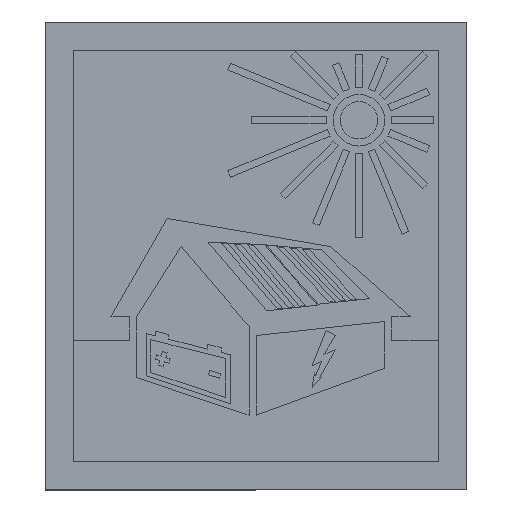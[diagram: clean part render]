
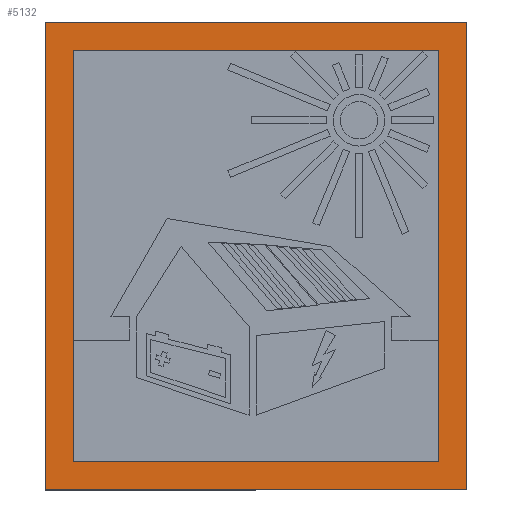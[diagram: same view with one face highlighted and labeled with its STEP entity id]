
A CAD part, top view. The second image highlights one B-rep face of the part: STEP entity #5132.
In plain terms, the highlighted planar face has unit normal (0, 0, 1).
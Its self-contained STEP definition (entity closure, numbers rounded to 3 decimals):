
#5003=AXIS2_PLACEMENT_3D('Plane Axis2P3D',#5000,#5001,#5002) ;
#43=CARTESIAN_POINT('Vertex',(0.,100.,0.055)) ;
#57=CARTESIAN_POINT('Vertex',(0.,0.,0.055)) ;
#60=CARTESIAN_POINT('Line Origine',(0.,50.,0.055)) ;
#88=CARTESIAN_POINT('Vertex',(90.,0.,0.055)) ;
#91=CARTESIAN_POINT('Line Origine',(45.,0.,0.055)) ;
#119=CARTESIAN_POINT('Vertex',(90.,100.,0.055)) ;
#122=CARTESIAN_POINT('Line Origine',(90.,50.,0.055)) ;
#144=CARTESIAN_POINT('Line Origine',(45.,100.,0.055)) ;
#5000=CARTESIAN_POINT('Axis2P3D Location',(45.,50.,0.055)) ;
#5025=CARTESIAN_POINT('Line Origine',(45.,94.,0.055)) ;
#5029=CARTESIAN_POINT('Vertex',(84.,94.,0.055)) ;
#5031=CARTESIAN_POINT('Vertex',(6.,94.,0.055)) ;
#5057=CARTESIAN_POINT('Line Origine',(84.,50.,0.055)) ;
#5061=CARTESIAN_POINT('Vertex',(84.,6.,0.055)) ;
#5082=CARTESIAN_POINT('Line Origine',(45.,6.,0.055)) ;
#5086=CARTESIAN_POINT('Vertex',(6.,6.,0.055)) ;
#5107=CARTESIAN_POINT('Line Origine',(6.,50.,0.055)) ;
#61=DIRECTION('Vector Direction',(0.,-1.,0.)) ;
#92=DIRECTION('Vector Direction',(-1.,0.,0.)) ;
#123=DIRECTION('Vector Direction',(0.,1.,0.)) ;
#145=DIRECTION('Vector Direction',(1.,0.,0.)) ;
#5001=DIRECTION('Axis2P3D Direction',(0.,0.,1.)) ;
#5002=DIRECTION('Axis2P3D XDirection',(1.,0.,0.)) ;
#5026=DIRECTION('Vector Direction',(1.,0.,0.)) ;
#5058=DIRECTION('Vector Direction',(0.,1.,0.)) ;
#5083=DIRECTION('Vector Direction',(-1.,0.,0.)) ;
#5108=DIRECTION('Vector Direction',(0.,-1.,0.)) ;
#62=VECTOR('Line Direction',#61,1.) ;
#93=VECTOR('Line Direction',#92,1.) ;
#124=VECTOR('Line Direction',#123,1.) ;
#146=VECTOR('Line Direction',#145,1.) ;
#5027=VECTOR('Line Direction',#5026,1.) ;
#5059=VECTOR('Line Direction',#5058,1.) ;
#5084=VECTOR('Line Direction',#5083,1.) ;
#5109=VECTOR('Line Direction',#5108,1.) ;
#5121=ORIENTED_EDGE('',*,*,#64,.T.) ;
#5122=ORIENTED_EDGE('',*,*,#95,.T.) ;
#5123=ORIENTED_EDGE('',*,*,#126,.T.) ;
#5124=ORIENTED_EDGE('',*,*,#148,.T.) ;
#5127=ORIENTED_EDGE('',*,*,#5033,.F.) ;
#5128=ORIENTED_EDGE('',*,*,#5063,.F.) ;
#5129=ORIENTED_EDGE('',*,*,#5088,.F.) ;
#5130=ORIENTED_EDGE('',*,*,#5111,.F.) ;
#5131=FACE_BOUND('',#5126,.T.) ;
#5132=ADVANCED_FACE('S3D positioniert',(#5125,#5131),#5004,.T.) ;
#64=EDGE_CURVE('',#44,#58,#63,.T.) ;
#95=EDGE_CURVE('',#58,#89,#94,.F.) ;
#126=EDGE_CURVE('',#89,#120,#125,.T.) ;
#148=EDGE_CURVE('',#120,#44,#147,.F.) ;
#5033=EDGE_CURVE('',#5030,#5032,#5028,.F.) ;
#5063=EDGE_CURVE('',#5062,#5030,#5060,.T.) ;
#5088=EDGE_CURVE('',#5087,#5062,#5085,.F.) ;
#5111=EDGE_CURVE('',#5032,#5087,#5110,.T.) ;
#5120=EDGE_LOOP('',(#5121,#5122,#5123,#5124)) ;
#5126=EDGE_LOOP('',(#5127,#5128,#5129,#5130)) ;
#5125=FACE_OUTER_BOUND('',#5120,.T.) ;
#63=LINE('Line',#60,#62) ;
#94=LINE('Line',#91,#93) ;
#125=LINE('Line',#122,#124) ;
#147=LINE('Line',#144,#146) ;
#5028=LINE('Line',#5025,#5027) ;
#5060=LINE('Line',#5057,#5059) ;
#5085=LINE('Line',#5082,#5084) ;
#5110=LINE('Line',#5107,#5109) ;
#5004=PLANE('',#5003) ;
#44=VERTEX_POINT('',#43) ;
#58=VERTEX_POINT('',#57) ;
#89=VERTEX_POINT('',#88) ;
#120=VERTEX_POINT('',#119) ;
#5030=VERTEX_POINT('',#5029) ;
#5032=VERTEX_POINT('',#5031) ;
#5062=VERTEX_POINT('',#5061) ;
#5087=VERTEX_POINT('',#5086) ;
